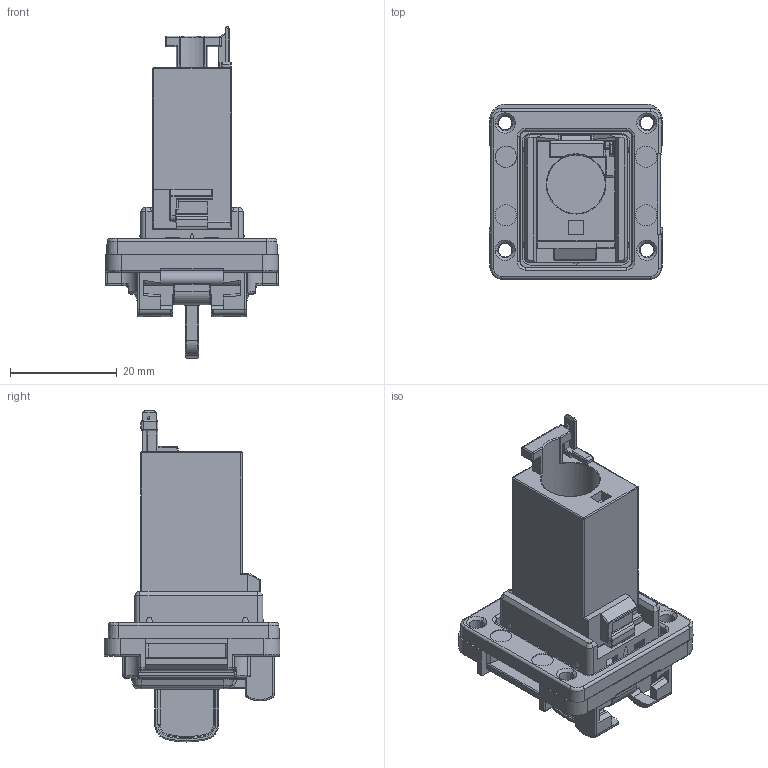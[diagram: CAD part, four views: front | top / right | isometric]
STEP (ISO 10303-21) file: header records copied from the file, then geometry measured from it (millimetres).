
FILE_DESCRIPTION(('CATIA V5 STEP Exchange','CAx-IF Rec.Pracs.--- Model Styling and Organization---1.4--- 2014-01-23'),'2;1');
FILE_NAME ('032612-3_1_8808440000_8808440000.stp','2022-06-07T09:53:33+00:00',('none'),('Weidmueller'),'CATIA Version 5-6 Release 2016 SP3 HF44','CATIA V5 STEP AP214','none');
FILE_SCHEMA(('AUTOMOTIVE_DESIGN { 1 0 10303 214 1 1 1 1 }'));
Length unit declared in the file: millimetre
Products named in the file (1): 8808440000
Bounding box: 32.5 x 33 x 62.35 mm (x, y, z)
Volume: 15630.3 mm3; surface area: 11968.9 mm2
Topology: 2 solids, 2 shells, 1077 faces, 2704 edges, 1658 vertices
Faces by surface type: plane 473, cylinder 343, torus 120, cone 53, sphere 52, bspline 36
Entity records: 35619 total; most frequent: CARTESIAN_POINT 11032, ORIENTED_EDGE 5404, DIRECTION 4381, EDGE_CURVE 2702, AXIS2_PLACEMENT_3D 1722, VERTEX_POINT 1658, VECTOR 1624, LINE 1624
